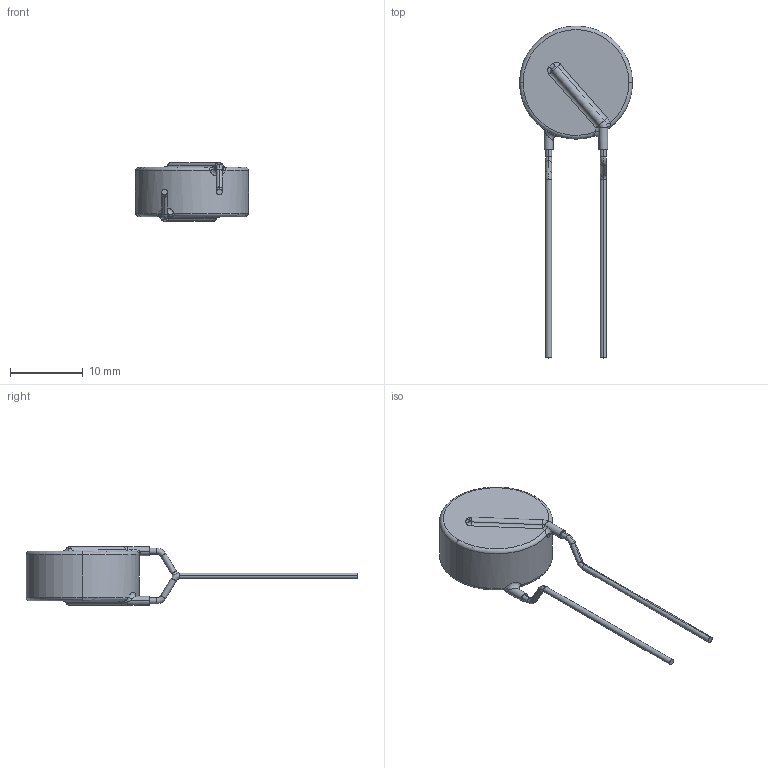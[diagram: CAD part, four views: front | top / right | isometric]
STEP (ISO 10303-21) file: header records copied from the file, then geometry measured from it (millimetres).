
FILE_DESCRIPTION (( 'STEP AP214' ), '1' );
FILE_NAME ('BN-LG13Y-Y Type.STP', '2023-01-05T23:13:18', ( '' ), ( '' ), 'SwSTEP 2.0', 'SolidWorks 2021', '' );
FILE_SCHEMA (( 'AUTOMOTIVE_DESIGN' ));
Length unit declared in the file: millimetre
Products named in the file (1): BN-LG13Y-Y Type
Bounding box: 15.5 x 45.53 x 8 mm (x, y, z)
Volume: 1328.6 mm3; surface area: 871.9 mm2
Topology: 3 solids, 3 shells, 166 faces, 409 edges, 258 vertices
Faces by surface type: plane 68, bspline 52, cylinder 26, torus 20
Entity records: 7864 total; most frequent: CARTESIAN_POINT 3878, ORIENTED_EDGE 814, DIRECTION 611, EDGE_CURVE 407, VERTEX_POINT 258, VECTOR 213, LINE 213, AXIS2_PLACEMENT_3D 199
